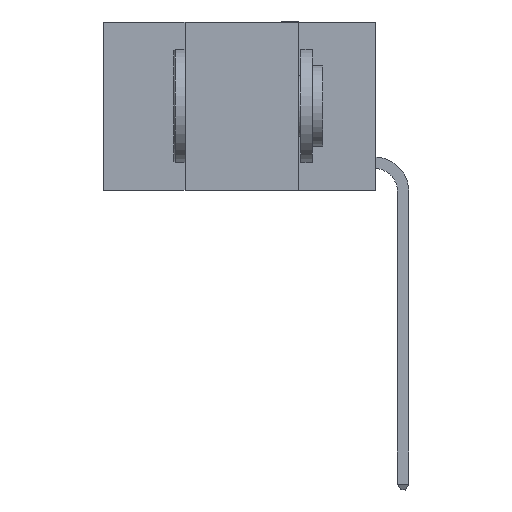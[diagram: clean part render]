
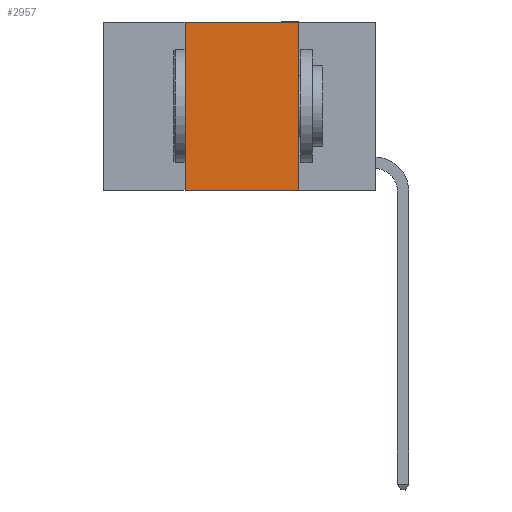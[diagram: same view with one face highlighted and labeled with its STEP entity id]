
A CAD part, left-side view. The second image highlights one B-rep face of the part: STEP entity #2957.
In plain terms, the highlighted planar face has unit normal (-1, 0, 0).
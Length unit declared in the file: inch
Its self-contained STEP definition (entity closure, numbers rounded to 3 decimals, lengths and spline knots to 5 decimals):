
#154 = VERTEX_POINT ( 'NONE', #2476 ) ;
#161 = FACE_OUTER_BOUND ( 'NONE', #5357, .T. ) ;
#569 = CARTESIAN_POINT ( 'NONE',  ( 0., 0.42, -0.37 ) ) ;
#1732 = CARTESIAN_POINT ( 'NONE',  ( 0., 0.6, 0. ) ) ;
#2476 = CARTESIAN_POINT ( 'NONE',  ( 0., 0.17, 0. ) ) ;
#2602 = CARTESIAN_POINT ( 'NONE',  ( 0., 0.42, 0. ) ) ;
#2745 = VECTOR ( 'NONE', #7728, 39.37008 ) ;
#2808 = VECTOR ( 'NONE', #8843, 39.37008 ) ;
#2943 = PLANE ( 'NONE',  #14511 ) ;
#2957 = ADVANCED_FACE ( 'NONE', ( #161 ), #2943, .F. ) ;
#3024 = VECTOR ( 'NONE', #6409, 39.37008 ) ;
#3627 = EDGE_CURVE ( 'NONE', #10450, #154, #6546, .T. ) ;
#3754 = VECTOR ( 'NONE', #8301, 39.37008 ) ;
#4092 = DIRECTION ( 'NONE',  ( 1., 0., 0. ) ) ;
#4787 = ORIENTED_EDGE ( 'NONE', *, *, #3627, .F. ) ;
#5251 = CARTESIAN_POINT ( 'NONE',  ( 0., 0.17, -0.37 ) ) ;
#5357 = EDGE_LOOP ( 'NONE', ( #13453, #4787, #11146, #5519 ) ) ;
#5447 = CARTESIAN_POINT ( 'NONE',  ( 0., 0.6, 0. ) ) ;
#5519 = ORIENTED_EDGE ( 'NONE', *, *, #9820, .T. ) ;
#6409 = DIRECTION ( 'NONE',  ( 0., 0., -1. ) ) ;
#6546 = LINE ( 'NONE', #5447, #2745 ) ;
#7232 = VERTEX_POINT ( 'NONE', #569 ) ;
#7248 = VERTEX_POINT ( 'NONE', #5251 ) ;
#7710 = CARTESIAN_POINT ( 'NONE',  ( 0., 0.6, -0.37 ) ) ;
#7728 = DIRECTION ( 'NONE',  ( 0., -1., 0. ) ) ;
#8301 = DIRECTION ( 'NONE',  ( 0., 0., 1. ) ) ;
#8843 = DIRECTION ( 'NONE',  ( 0., -1., 0. ) ) ;
#9820 = EDGE_CURVE ( 'NONE', #7232, #7248, #11489, .T. ) ;
#9965 = CARTESIAN_POINT ( 'NONE',  ( 0., 0.42, 0. ) ) ;
#10173 = LINE ( 'NONE', #2602, #3754 ) ;
#10450 = VERTEX_POINT ( 'NONE', #9965 ) ;
#11146 = ORIENTED_EDGE ( 'NONE', *, *, #11292, .F. ) ;
#11292 = EDGE_CURVE ( 'NONE', #7232, #10450, #10173, .T. ) ;
#11489 = LINE ( 'NONE', #7710, #2808 ) ;
#11994 = DIRECTION ( 'NONE',  ( 0., 0., -1. ) ) ;
#12804 = EDGE_CURVE ( 'NONE', #154, #7248, #14720, .T. ) ;
#13453 = ORIENTED_EDGE ( 'NONE', *, *, #12804, .F. ) ;
#14261 = CARTESIAN_POINT ( 'NONE',  ( 0., 0.17, 0. ) ) ;
#14511 = AXIS2_PLACEMENT_3D ( 'NONE', #1732, #4092, #11994 ) ;
#14720 = LINE ( 'NONE', #14261, #3024 ) ;
